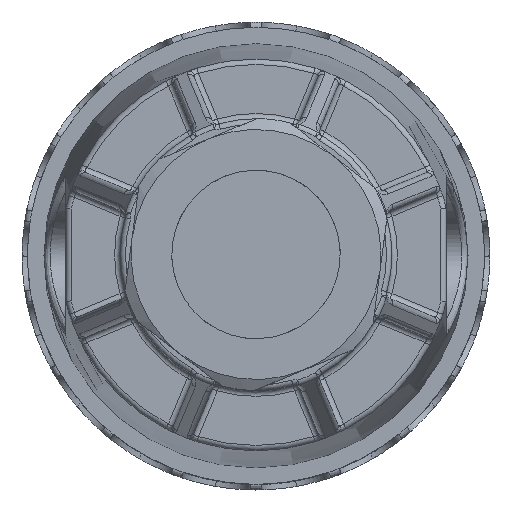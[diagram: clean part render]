
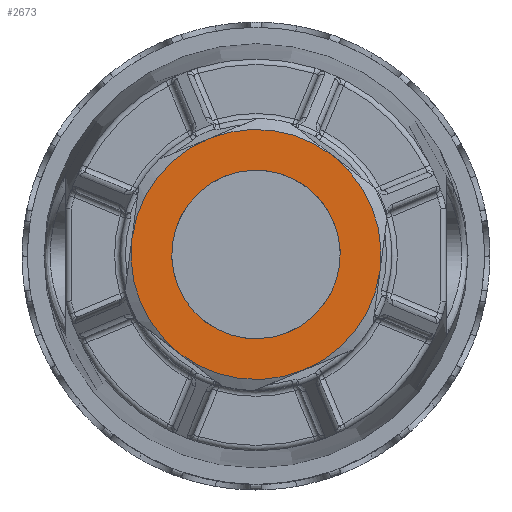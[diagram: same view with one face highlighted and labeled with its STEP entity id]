
A CAD part, top view. The second image highlights one B-rep face of the part: STEP entity #2673.
In plain terms, the highlighted planar face has unit normal (0, 0, 1).
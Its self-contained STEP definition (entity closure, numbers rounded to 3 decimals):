
#767=PLANE('',#22280);
#1472=FACE_BOUND('',#5312,.T.);
#1473=FACE_BOUND('',#5313,.T.);
#2673=ADVANCED_FACE('',(#1472,#1473),#767,.T.);
#5312=EDGE_LOOP('',(#11128));
#5313=EDGE_LOOP('',(#11129,#11130,#11131,#11132,#11133,#11134));
#6184=CIRCLE('',#22272,7.75);
#6185=CIRCLE('',#22274,11.5);
#6186=CIRCLE('',#22275,11.5);
#6187=CIRCLE('',#22276,11.5);
#6188=CIRCLE('',#22277,11.5);
#6189=CIRCLE('',#22278,11.5);
#6190=CIRCLE('',#22279,11.5);
#11128=ORIENTED_EDGE('',*,*,#16947,.T.);
#11129=ORIENTED_EDGE('',*,*,#16948,.T.);
#11130=ORIENTED_EDGE('',*,*,#16949,.T.);
#11131=ORIENTED_EDGE('',*,*,#16950,.T.);
#11132=ORIENTED_EDGE('',*,*,#16951,.T.);
#11133=ORIENTED_EDGE('',*,*,#16952,.T.);
#11134=ORIENTED_EDGE('',*,*,#16953,.T.);
#14116=VERTEX_POINT('',#37772);
#14117=VERTEX_POINT('',#37775);
#14118=VERTEX_POINT('',#37776);
#14119=VERTEX_POINT('',#37778);
#14120=VERTEX_POINT('',#37780);
#14121=VERTEX_POINT('',#37782);
#14122=VERTEX_POINT('',#37784);
#16947=EDGE_CURVE('',#14116,#14116,#6184,.T.);
#16948=EDGE_CURVE('',#14117,#14118,#6185,.T.);
#16949=EDGE_CURVE('',#14118,#14119,#6186,.T.);
#16950=EDGE_CURVE('',#14119,#14120,#6187,.T.);
#16951=EDGE_CURVE('',#14120,#14121,#6188,.T.);
#16952=EDGE_CURVE('',#14121,#14122,#6189,.T.);
#16953=EDGE_CURVE('',#14122,#14117,#6190,.T.);
#22272=AXIS2_PLACEMENT_3D('',#37771,#26695,#26696);
#22274=AXIS2_PLACEMENT_3D('',#37774,#26699,#26700);
#22275=AXIS2_PLACEMENT_3D('',#37777,#26701,#26702);
#22276=AXIS2_PLACEMENT_3D('',#37779,#26703,#26704);
#22277=AXIS2_PLACEMENT_3D('',#37781,#26705,#26706);
#22278=AXIS2_PLACEMENT_3D('',#37783,#26707,#26708);
#22279=AXIS2_PLACEMENT_3D('',#37785,#26709,#26710);
#22280=AXIS2_PLACEMENT_3D('',#37786,#26711,#26712);
#26695=DIRECTION('',(0.,0.,-1.));
#26696=DIRECTION('',(-0.383,0.924,0.));
#26699=DIRECTION('',(0.,0.,1.));
#26700=DIRECTION('',(-0.383,0.924,0.));
#26701=DIRECTION('',(0.,0.,1.));
#26702=DIRECTION('',(-0.991,0.13,0.));
#26703=DIRECTION('',(0.,0.,1.));
#26704=DIRECTION('',(-0.608,-0.794,0.));
#26705=DIRECTION('',(0.,0.,1.));
#26706=DIRECTION('',(0.383,-0.924,0.));
#26707=DIRECTION('',(0.,0.,1.));
#26708=DIRECTION('',(0.991,-0.13,0.));
#26709=DIRECTION('',(0.,0.,1.));
#26710=DIRECTION('',(0.608,0.794,0.));
#26711=DIRECTION('',(0.,0.,1.));
#26712=DIRECTION('',(-0.383,0.924,0.));
#37771=CARTESIAN_POINT('',(0.,0.,106.3));
#37772=CARTESIAN_POINT('',(-2.969,7.159,106.3));
#37774=CARTESIAN_POINT('',(0.,0.,
106.3));
#37775=CARTESIAN_POINT('',(-4.405,10.623,106.3));
#37776=CARTESIAN_POINT('',(-11.402,1.497,106.3));
#37777=CARTESIAN_POINT('',(0.,0.,
106.3));
#37778=CARTESIAN_POINT('',(-6.997,-9.126,106.3));
#37779=CARTESIAN_POINT('',(0.,0.,
106.3));
#37780=CARTESIAN_POINT('',(4.405,-10.623,106.3));
#37781=CARTESIAN_POINT('',(0.,0.,
106.3));
#37782=CARTESIAN_POINT('',(11.402,-1.497,106.3));
#37783=CARTESIAN_POINT('',(0.,0.,
106.3));
#37784=CARTESIAN_POINT('',(6.997,9.126,106.3));
#37785=CARTESIAN_POINT('',(0.,0.,
106.3));
#37786=CARTESIAN_POINT('',(16.531,-6.84,106.3));
